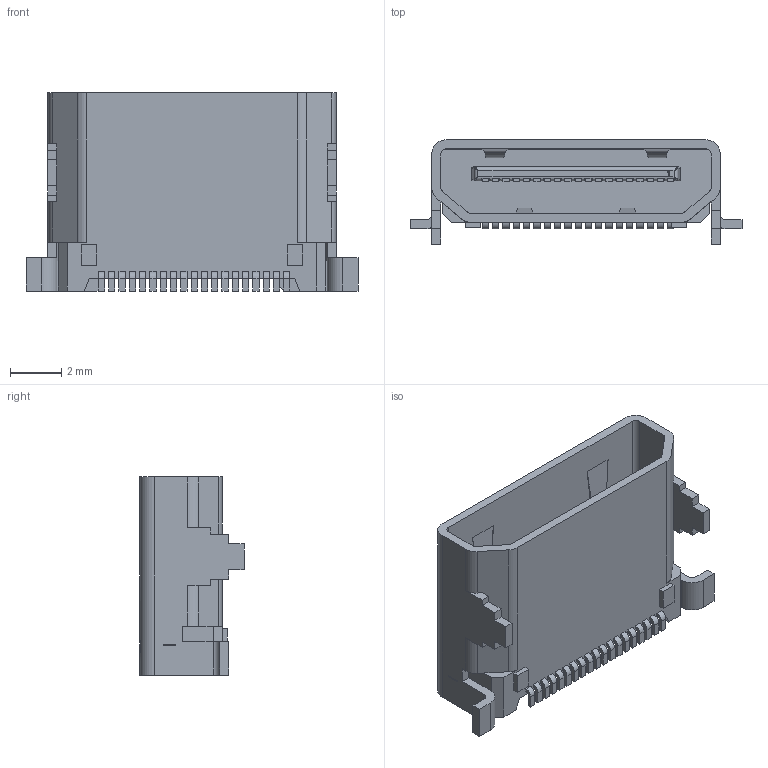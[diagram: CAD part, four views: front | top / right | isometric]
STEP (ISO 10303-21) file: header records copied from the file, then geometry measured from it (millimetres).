
FILE_DESCRIPTION((''),'2;1');
FILE_NAME('C-2013978-1','2010-08-06T',('workeradm'),('Tyco Electronics Ltd.'),'PRO/ENGINEER BY PARAMETRIC TECHNOLOGY CORPORATION, 2009300','PRO/ENGINEER BY PARAMETRIC TECHNOLOGY CORPORATION, 2009300','');
FILE_SCHEMA(('AUTOMOTIVE_DESIGN { 1 0 10303 214 1 1 1 1 }'));
Length unit declared in the file: millimetre
Products named in the file (1): C-2013978-1
Bounding box: 12.9 x 4.05 x 7.7 mm (x, y, z)
Volume: 131.4 mm3; surface area: 565.5 mm2
Topology: 1 solids, 1 shells, 656 faces, 1922 edges, 1270 vertices
Faces by surface type: plane 502, cylinder 146, bspline 8
Entity records: 22294 total; most frequent: CARTESIAN_POINT 4353, ORIENTED_EDGE 3844, DIRECTION 3482, EDGE_CURVE 1922, VECTOR 1542, LINE 1542, VERTEX_POINT 1270, AXIS2_PLACEMENT_3D 970
